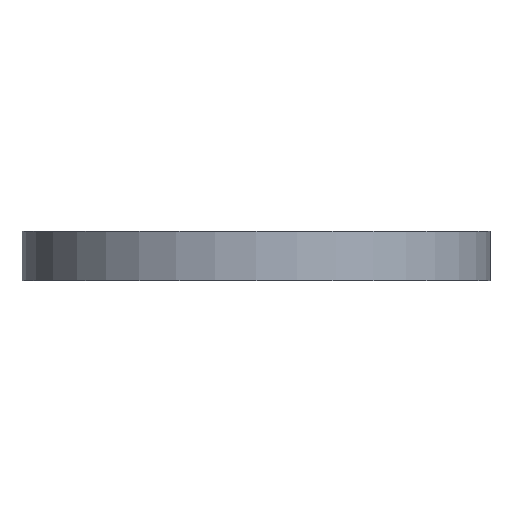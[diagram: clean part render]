
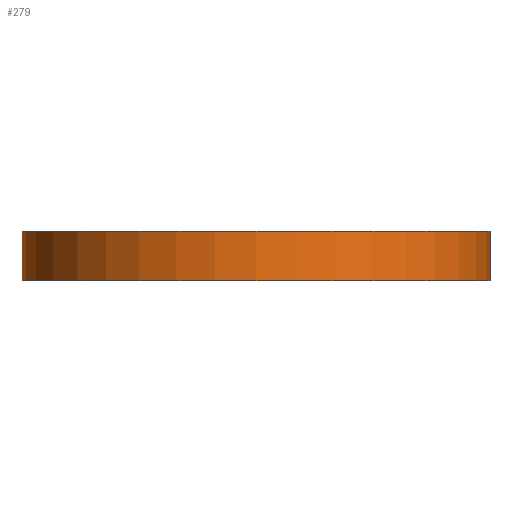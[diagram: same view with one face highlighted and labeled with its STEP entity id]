
A CAD part, front view. The second image highlights one B-rep face of the part: STEP entity #279.
In plain terms, the highlighted cylindrical face has radius 9.525 mm (diameter 19.05 mm), a partial arc.
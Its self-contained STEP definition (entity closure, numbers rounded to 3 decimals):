
#4 = VERTEX_POINT ( 'NONE', #687 ) ;
#22 = DIRECTION ( 'NONE',  ( 0., 0., 1. ) ) ;
#73 = CARTESIAN_POINT ( 'NONE',  ( 0., 0., -2. ) ) ;
#86 = CARTESIAN_POINT ( 'NONE',  ( -9.525, 0., -2. ) ) ;
#169 = EDGE_LOOP ( 'NONE', ( #693, #503, #674, #664 ) ) ;
#200 = EDGE_CURVE ( 'NONE', #336, #4, #724, .T. ) ;
#205 = CARTESIAN_POINT ( 'NONE',  ( -9.525, 0., -2. ) ) ;
#208 = LINE ( 'NONE', #254, #523 ) ;
#254 = CARTESIAN_POINT ( 'NONE',  ( 9.525, 0., -2. ) ) ;
#279 = ADVANCED_FACE ( 'NONE', ( #861 ), #475, .T. ) ;
#319 = EDGE_CURVE ( 'NONE', #433, #4, #208, .T. ) ;
#333 = CARTESIAN_POINT ( 'NONE',  ( -9.525, 0., 0. ) ) ;
#336 = VERTEX_POINT ( 'NONE', #333 ) ;
#375 = DIRECTION ( 'NONE',  ( 0., 0., 1. ) ) ;
#376 = VERTEX_POINT ( 'NONE', #205 ) ;
#400 = AXIS2_PLACEMENT_3D ( 'NONE', #650, #375, #656 ) ;
#407 = EDGE_CURVE ( 'NONE', #376, #336, #546, .T. ) ;
#418 = CARTESIAN_POINT ( 'NONE',  ( 9.525, 0., -2. ) ) ;
#433 = VERTEX_POINT ( 'NONE', #418 ) ;
#442 = AXIS2_PLACEMENT_3D ( 'NONE', #73, #537, #743 ) ;
#475 = CYLINDRICAL_SURFACE ( 'NONE', #442, 9.525 ) ;
#480 = AXIS2_PLACEMENT_3D ( 'NONE', #717, #501, #777 ) ;
#501 = DIRECTION ( 'NONE',  ( 0., 0., 1. ) ) ;
#503 = ORIENTED_EDGE ( 'NONE', *, *, #614, .T. ) ;
#523 = VECTOR ( 'NONE', #677, 1000. ) ;
#537 = DIRECTION ( 'NONE',  ( 0., 0., 1. ) ) ;
#541 = CIRCLE ( 'NONE', #480, 9.525 ) ;
#546 = LINE ( 'NONE', #86, #696 ) ;
#614 = EDGE_CURVE ( 'NONE', #376, #433, #541, .T. ) ;
#650 = CARTESIAN_POINT ( 'NONE',  ( 0., 0., 0. ) ) ;
#656 = DIRECTION ( 'NONE',  ( 1., 0., 0. ) ) ;
#664 = ORIENTED_EDGE ( 'NONE', *, *, #200, .F. ) ;
#674 = ORIENTED_EDGE ( 'NONE', *, *, #319, .T. ) ;
#677 = DIRECTION ( 'NONE',  ( 0., 0., 1. ) ) ;
#687 = CARTESIAN_POINT ( 'NONE',  ( 9.525, 0., 0. ) ) ;
#693 = ORIENTED_EDGE ( 'NONE', *, *, #407, .F. ) ;
#696 = VECTOR ( 'NONE', #22, 1000. ) ;
#717 = CARTESIAN_POINT ( 'NONE',  ( 0., 0., -2. ) ) ;
#724 = CIRCLE ( 'NONE', #400, 9.525 ) ;
#743 = DIRECTION ( 'NONE',  ( 1., 0., 0. ) ) ;
#777 = DIRECTION ( 'NONE',  ( 1., 0., 0. ) ) ;
#861 = FACE_OUTER_BOUND ( 'NONE', #169, .T. ) ;
